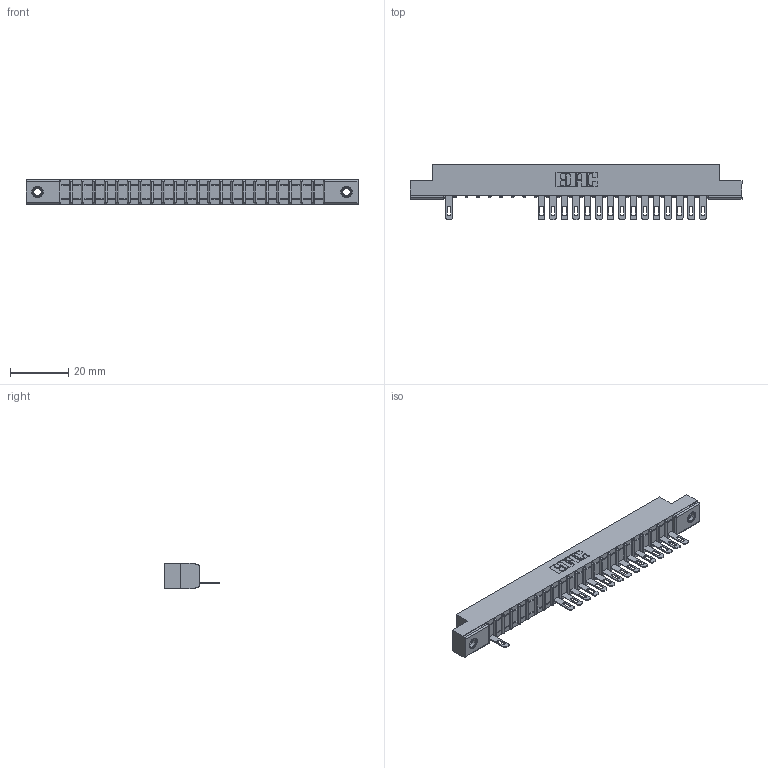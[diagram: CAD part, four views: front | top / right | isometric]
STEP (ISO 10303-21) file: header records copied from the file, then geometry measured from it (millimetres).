
FILE_DESCRIPTION (( 'STEP AP203' ), '1' );
FILE_NAME ('307-023-505-107.STEP', '2018-08-04T04:43:58', ( '' ), ( '' ), 'SwSTEP 2.0', 'SolidWorks 2016', '' );
FILE_SCHEMA (( 'CONFIG_CONTROL_DESIGN' ));
Length unit declared in the file: inch
Products named in the file (4): 307 Part_.156 Dia Mounting Holes; 307-290-001_505; 345-250-001_345-250-005-103; 307-023-505-107
Assembly tree (19 placements, depth 2):
  307-023-505-107
    307 Part_.156 Dia Mounting Holes
    307-290-001_505  x16
    345-250-001_345-250-005-103  x2
Bounding box: 114.15 x 19.18 x 8.71 mm (x, y, z)
Volume: 7111 mm3; surface area: 10615.3 mm2
Topology: 19 solids, 19 shells, 1238 faces, 3499 edges, 2238 vertices
Faces by surface type: plane 762, cylinder 412, sphere 48, cone 12, torus 4
Entity records: 22995 total; most frequent: CARTESIAN_POINT 3876, ORIENTED_EDGE 3862, DIRECTION 3785, EDGE_CURVE 1931, VECTOR 1471, LINE 1471, VERTEX_POINT 1248, AXIS2_PLACEMENT_3D 1157
